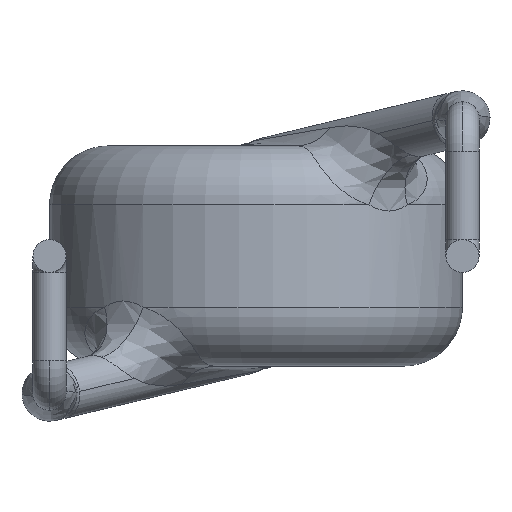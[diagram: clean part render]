
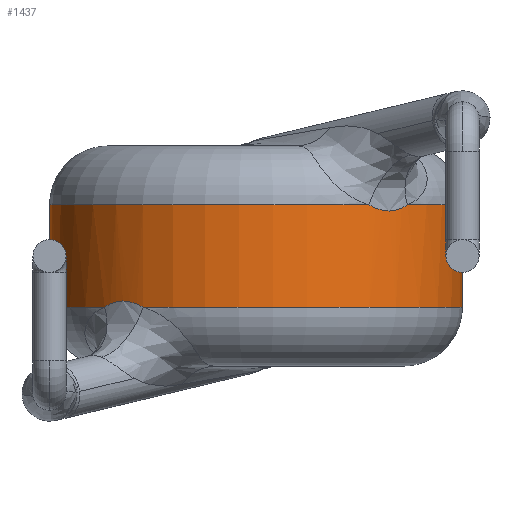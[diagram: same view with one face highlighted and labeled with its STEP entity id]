
A CAD part, front view. The second image highlights one B-rep face of the part: STEP entity #1437.
In plain terms, the highlighted cylindrical face has radius 3.75 mm (diameter 7.5 mm), a partial arc.
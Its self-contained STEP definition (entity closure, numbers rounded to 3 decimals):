
#15 = CARTESIAN_POINT ( 'NONE',  ( 2.748, 5.198, 0.929 ) ) ;
#40 = VERTEX_POINT ( 'NONE', #1085 ) ;
#67 = DIRECTION ( 'NONE',  ( 0., 0., -1. ) ) ;
#71 = VECTOR ( 'NONE', #2261, 1000. ) ;
#87 = CARTESIAN_POINT ( 'NONE',  ( 0., 7.75, 0.929 ) ) ;
#88 = VERTEX_POINT ( 'NONE', #1733 ) ;
#188 = ORIENTED_EDGE ( 'NONE', *, *, #2174, .T. ) ;
#225 = AXIS2_PLACEMENT_3D ( 'NONE', #2072, #522, #1277 ) ;
#275 = CARTESIAN_POINT ( 'NONE',  ( -2.539, 4.985, -0.817 ) ) ;
#327 = CARTESIAN_POINT ( 'NONE',  ( 0., 7.75, 2. ) ) ;
#386 = DIRECTION ( 'NONE',  ( 1., 0., 0. ) ) ;
#439 = LINE ( 'NONE', #498, #71 ) ;
#471 = CARTESIAN_POINT ( 'NONE',  ( -2.169, 4.687, -0.856 ) ) ;
#498 = CARTESIAN_POINT ( 'NONE',  ( 3.75, 7.75, 2. ) ) ;
#502 = CARTESIAN_POINT ( 'NONE',  ( 0., 7.75, -0.929 ) ) ;
#522 = DIRECTION ( 'NONE',  ( 0., 0., 1. ) ) ;
#531 = CARTESIAN_POINT ( 'NONE',  ( 2.651, 5.094, 0.856 ) ) ;
#535 = EDGE_CURVE ( 'NONE', #1620, #2051, #1223, .T. ) ;
#561 = EDGE_CURVE ( 'NONE', #88, #1620, #1945, .T. ) ;
#577 = CYLINDRICAL_SURFACE ( 'NONE', #2295, 3.75 ) ;
#628 = AXIS2_PLACEMENT_3D ( 'NONE', #502, #1346, #942 ) ;
#715 = CARTESIAN_POINT ( 'NONE',  ( 2.539, 4.985, 0.817 ) ) ;
#794 = ORIENTED_EDGE ( 'NONE', *, *, #561, .T. ) ;
#809 = ORIENTED_EDGE ( 'NONE', *, *, #1631, .T. ) ;
#839 = ORIENTED_EDGE ( 'NONE', *, *, #1739, .F. ) ;
#843 = CARTESIAN_POINT ( 'NONE',  ( -2.05, 4.61, -0.929 ) ) ;
#916 = ORIENTED_EDGE ( 'NONE', *, *, #1466, .T. ) ;
#926 = CARTESIAN_POINT ( 'NONE',  ( -3.75, 7.75, 0.929 ) ) ;
#942 = DIRECTION ( 'NONE',  ( -1., 0., 0. ) ) ;
#943 = CARTESIAN_POINT ( 'NONE',  ( 2.169, 4.687, 0.856 ) ) ;
#995 = VERTEX_POINT ( 'NONE', #926 ) ;
#999 = CIRCLE ( 'NONE', #628, 3.75 ) ;
#1007 = CARTESIAN_POINT ( 'NONE',  ( 3.75, 7.75, -0.929 ) ) ;
#1078 = AXIS2_PLACEMENT_3D ( 'NONE', #1588, #2004, #386 ) ;
#1085 = CARTESIAN_POINT ( 'NONE',  ( 3.75, 7.75, 0.929 ) ) ;
#1141 = CARTESIAN_POINT ( 'NONE',  ( 2.295, 4.78, 0.817 ) ) ;
#1189 = CIRCLE ( 'NONE', #1078, 3.75 ) ;
#1223 = B_SPLINE_CURVE_WITH_KNOTS ( 'NONE', 3,
 ( #2430, #1448, #275, #2038, #471, #843 ),
 .UNSPECIFIED., .F., .F.,
 ( 4, 2, 4 ),
 ( 0., 0., 0.001 ),
 .UNSPECIFIED. ) ;
#1277 = DIRECTION ( 'NONE',  ( -1., 0., 0. ) ) ;
#1309 = CARTESIAN_POINT ( 'NONE',  ( -3.75, 7.75, 2. ) ) ;
#1320 = DIRECTION ( 'NONE',  ( 0., 0., -1. ) ) ;
#1336 = ORIENTED_EDGE ( 'NONE', *, *, #2253, .T. ) ;
#1342 = ORIENTED_EDGE ( 'NONE', *, *, #1501, .T. ) ;
#1346 = DIRECTION ( 'NONE',  ( 0., 0., 1. ) ) ;
#1397 = CARTESIAN_POINT ( 'NONE',  ( -2.748, 5.198, -0.929 ) ) ;
#1437 = ADVANCED_FACE ( 'NONE', ( #2162 ), #577, .T. ) ;
#1448 = CARTESIAN_POINT ( 'NONE',  ( -2.651, 5.094, -0.856 ) ) ;
#1466 = EDGE_CURVE ( 'NONE', #995, #88, #2439, .T. ) ;
#1501 = EDGE_CURVE ( 'NONE', #2292, #1821, #2499, .T. ) ;
#1537 = DIRECTION ( 'NONE',  ( 0., 0., -1. ) ) ;
#1588 = CARTESIAN_POINT ( 'NONE',  ( 0., 7.75, 0.929 ) ) ;
#1620 = VERTEX_POINT ( 'NONE', #1397 ) ;
#1626 = ORIENTED_EDGE ( 'NONE', *, *, #535, .T. ) ;
#1631 = EDGE_CURVE ( 'NONE', #40, #2292, #1837, .T. ) ;
#1733 = CARTESIAN_POINT ( 'NONE',  ( -3.75, 7.75, -0.929 ) ) ;
#1737 = CARTESIAN_POINT ( 'NONE',  ( -2.05, 4.61, -0.929 ) ) ;
#1739 = EDGE_CURVE ( 'NONE', #40, #2348, #439, .T. ) ;
#1821 = VERTEX_POINT ( 'NONE', #2357 ) ;
#1837 = CIRCLE ( 'NONE', #2340, 3.75 ) ;
#1872 = DIRECTION ( 'NONE',  ( 1., 0., 0. ) ) ;
#1911 = CARTESIAN_POINT ( 'NONE',  ( 2.05, 4.61, 0.929 ) ) ;
#1945 = CIRCLE ( 'NONE', #225, 3.75 ) ;
#2004 = DIRECTION ( 'NONE',  ( 0., 0., -1. ) ) ;
#2038 = CARTESIAN_POINT ( 'NONE',  ( -2.295, 4.78, -0.817 ) ) ;
#2051 = VERTEX_POINT ( 'NONE', #1737 ) ;
#2072 = CARTESIAN_POINT ( 'NONE',  ( 0., 7.75, -0.929 ) ) ;
#2162 = FACE_OUTER_BOUND ( 'NONE', #2448, .T. ) ;
#2174 = EDGE_CURVE ( 'NONE', #2051, #2348, #999, .T. ) ;
#2249 = VECTOR ( 'NONE', #1320, 1000. ) ;
#2253 = EDGE_CURVE ( 'NONE', #1821, #995, #1189, .T. ) ;
#2261 = DIRECTION ( 'NONE',  ( 0., 0., -1. ) ) ;
#2292 = VERTEX_POINT ( 'NONE', #15 ) ;
#2295 = AXIS2_PLACEMENT_3D ( 'NONE', #327, #1537, #2312 ) ;
#2303 = CARTESIAN_POINT ( 'NONE',  ( 2.748, 5.198, 0.929 ) ) ;
#2312 = DIRECTION ( 'NONE',  ( -1., 0., 0. ) ) ;
#2340 = AXIS2_PLACEMENT_3D ( 'NONE', #87, #67, #1872 ) ;
#2348 = VERTEX_POINT ( 'NONE', #1007 ) ;
#2357 = CARTESIAN_POINT ( 'NONE',  ( 2.05, 4.61, 0.929 ) ) ;
#2430 = CARTESIAN_POINT ( 'NONE',  ( -2.748, 5.198, -0.929 ) ) ;
#2439 = LINE ( 'NONE', #1309, #2249 ) ;
#2448 = EDGE_LOOP ( 'NONE', ( #839, #809, #1342, #1336, #916, #794, #1626, #188 ) ) ;
#2499 = B_SPLINE_CURVE_WITH_KNOTS ( 'NONE', 3,
 ( #2303, #531, #715, #1141, #943, #1911 ),
 .UNSPECIFIED., .F., .F.,
 ( 4, 2, 4 ),
 ( 0., 0., 0.001 ),
 .UNSPECIFIED. ) ;
